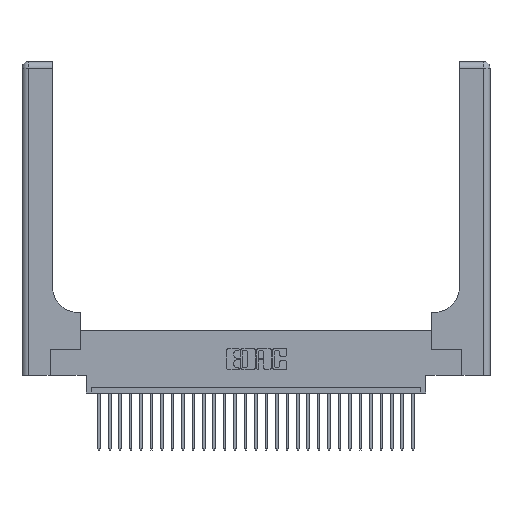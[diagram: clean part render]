
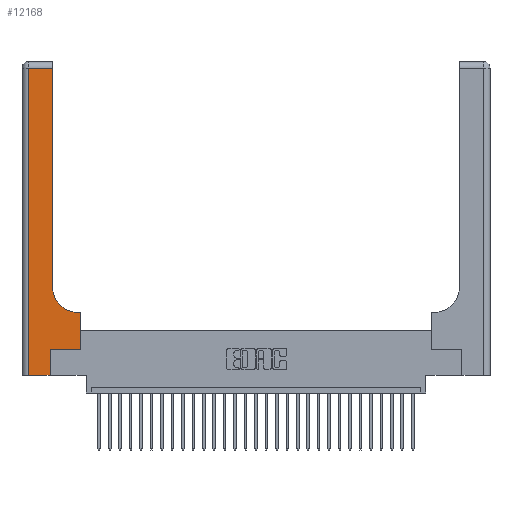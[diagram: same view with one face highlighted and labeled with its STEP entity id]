
A CAD part, top view. The second image highlights one B-rep face of the part: STEP entity #12168.
In plain terms, the highlighted planar face has unit normal (0, 0, 1).
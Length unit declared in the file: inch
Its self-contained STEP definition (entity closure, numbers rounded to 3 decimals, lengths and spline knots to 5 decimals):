
#83 = VECTOR ( 'NONE', #16036, 39.37008 ) ;
#174 = VECTOR ( 'NONE', #5856, 39.37008 ) ;
#294 = DIRECTION ( 'NONE',  ( 0., 1., 0. ) ) ;
#987 = EDGE_CURVE ( 'NONE', #3245, #25123, #18039, .T. ) ;
#1284 = EDGE_CURVE ( 'NONE', #25123, #13301, #1306, .T. ) ;
#1306 = LINE ( 'NONE', #2850, #22392 ) ;
#1367 = VECTOR ( 'NONE', #294, 39.37008 ) ;
#1764 = DIRECTION ( 'NONE',  ( 0., 1., 0. ) ) ;
#1938 = EDGE_CURVE ( 'NONE', #4568, #29261, #3075, .T. ) ;
#2298 = CARTESIAN_POINT ( 'NONE',  ( 0., 3., 0.37 ) ) ;
#2820 = LINE ( 'NONE', #11633, #1367 ) ;
#2850 = CARTESIAN_POINT ( 'NONE',  ( 0.06, 3., 0.37 ) ) ;
#2866 = DIRECTION ( 'NONE',  ( -1., 0., 0. ) ) ;
#3075 = LINE ( 'NONE', #7491, #13967 ) ;
#3245 = VERTEX_POINT ( 'NONE', #15937 ) ;
#3265 = EDGE_CURVE ( 'NONE', #13301, #28165, #8795, .T. ) ;
#3310 = CARTESIAN_POINT ( 'NONE',  ( 0.5585, 0.6, 0.37 ) ) ;
#3487 = CARTESIAN_POINT ( 'NONE',  ( 0.5415, 0.85, 0.37 ) ) ;
#4568 = VERTEX_POINT ( 'NONE', #14228 ) ;
#4862 = DIRECTION ( 'NONE',  ( 0., -1., 0. ) ) ;
#5592 = ORIENTED_EDGE ( 'NONE', *, *, #3265, .T. ) ;
#5669 = VECTOR ( 'NONE', #1764, 39.37008 ) ;
#5822 = CARTESIAN_POINT ( 'NONE',  ( 0.269, 0., 0.37 ) ) ;
#5856 = DIRECTION ( 'NONE',  ( 0., 1., 0. ) ) ;
#6970 = PLANE ( 'NONE',  #15800 ) ;
#7046 = VERTEX_POINT ( 'NONE', #27777 ) ;
#7150 = LINE ( 'NONE', #15658, #5669 ) ;
#7491 = CARTESIAN_POINT ( 'NONE',  ( 0.269, 0.25, 0.37 ) ) ;
#8017 = ORIENTED_EDGE ( 'NONE', *, *, #11435, .T. ) ;
#8470 = VERTEX_POINT ( 'NONE', #23687 ) ;
#8795 = LINE ( 'NONE', #16343, #83 ) ;
#9739 = CARTESIAN_POINT ( 'NONE',  ( 0.06, 0., 0.37 ) ) ;
#10001 = EDGE_CURVE ( 'NONE', #8470, #3245, #7150, .T. ) ;
#10070 = CARTESIAN_POINT ( 'NONE',  ( 0.2915, 0.6, 0.37 ) ) ;
#10132 = EDGE_CURVE ( 'NONE', #10559, #7046, #17297, .T. ) ;
#10559 = VERTEX_POINT ( 'NONE', #3310 ) ;
#11435 = EDGE_CURVE ( 'NONE', #28165, #4568, #28922, .T. ) ;
#11633 = CARTESIAN_POINT ( 'NONE',  ( 0.5585, 0.25, 0.37 ) ) ;
#11693 = ORIENTED_EDGE ( 'NONE', *, *, #18578, .T. ) ;
#11826 = VECTOR ( 'NONE', #23918, 39.37008 ) ;
#11905 = ORIENTED_EDGE ( 'NONE', *, *, #1284, .T. ) ;
#12168 = ADVANCED_FACE ( 'NONE', ( #24119 ), #6970, .F. ) ;
#12954 = CARTESIAN_POINT ( 'NONE',  ( 0.06, 2.94, 0.37 ) ) ;
#13301 = VERTEX_POINT ( 'NONE', #9739 ) ;
#13967 = VECTOR ( 'NONE', #26103, 39.37008 ) ;
#14228 = CARTESIAN_POINT ( 'NONE',  ( 0.269, 0.25, 0.37 ) ) ;
#15083 = AXIS2_PLACEMENT_3D ( 'NONE', #3487, #19556, #24235 ) ;
#15658 = CARTESIAN_POINT ( 'NONE',  ( 0.2915, 3., 0.37 ) ) ;
#15800 = AXIS2_PLACEMENT_3D ( 'NONE', #2298, #18555, #20907 ) ;
#15937 = CARTESIAN_POINT ( 'NONE',  ( 0.2915, 2.94, 0.37 ) ) ;
#16036 = DIRECTION ( 'NONE',  ( 1., 0., 0. ) ) ;
#16343 = CARTESIAN_POINT ( 'NONE',  ( 0., 0., 0.37 ) ) ;
#16580 = ORIENTED_EDGE ( 'NONE', *, *, #29218, .T. ) ;
#16856 = ORIENTED_EDGE ( 'NONE', *, *, #10132, .T. ) ;
#17297 = LINE ( 'NONE', #10070, #27892 ) ;
#17524 = ORIENTED_EDGE ( 'NONE', *, *, #987, .T. ) ;
#18039 = LINE ( 'NONE', #21471, #11826 ) ;
#18555 = DIRECTION ( 'NONE',  ( 0., 0., -1. ) ) ;
#18578 = EDGE_CURVE ( 'NONE', #7046, #8470, #24819, .T. ) ;
#19556 = DIRECTION ( 'NONE',  ( 0., 0., -1. ) ) ;
#20907 = DIRECTION ( 'NONE',  ( -1., 0., 0. ) ) ;
#21471 = CARTESIAN_POINT ( 'NONE',  ( 0., 2.94, 0.37 ) ) ;
#22021 = EDGE_LOOP ( 'NONE', ( #25185, #17524, #11905, #5592, #8017, #29135, #16580, #16856, #11693 ) ) ;
#22195 = CARTESIAN_POINT ( 'NONE',  ( 0.269, 0., 0.37 ) ) ;
#22392 = VECTOR ( 'NONE', #4862, 39.37008 ) ;
#23687 = CARTESIAN_POINT ( 'NONE',  ( 0.2915, 0.85, 0.37 ) ) ;
#23918 = DIRECTION ( 'NONE',  ( -1., 0., 0. ) ) ;
#24119 = FACE_OUTER_BOUND ( 'NONE', #22021, .T. ) ;
#24235 = DIRECTION ( 'NONE',  ( 1., 0., 0. ) ) ;
#24819 = CIRCLE ( 'NONE', #15083, 0.25 ) ;
#25123 = VERTEX_POINT ( 'NONE', #12954 ) ;
#25185 = ORIENTED_EDGE ( 'NONE', *, *, #10001, .T. ) ;
#26103 = DIRECTION ( 'NONE',  ( 1., 0., 0. ) ) ;
#27777 = CARTESIAN_POINT ( 'NONE',  ( 0.5415, 0.6, 0.37 ) ) ;
#27892 = VECTOR ( 'NONE', #2866, 39.37008 ) ;
#28055 = CARTESIAN_POINT ( 'NONE',  ( 0.5585, 0.25, 0.37 ) ) ;
#28165 = VERTEX_POINT ( 'NONE', #5822 ) ;
#28922 = LINE ( 'NONE', #22195, #174 ) ;
#29135 = ORIENTED_EDGE ( 'NONE', *, *, #1938, .T. ) ;
#29218 = EDGE_CURVE ( 'NONE', #29261, #10559, #2820, .T. ) ;
#29261 = VERTEX_POINT ( 'NONE', #28055 ) ;
